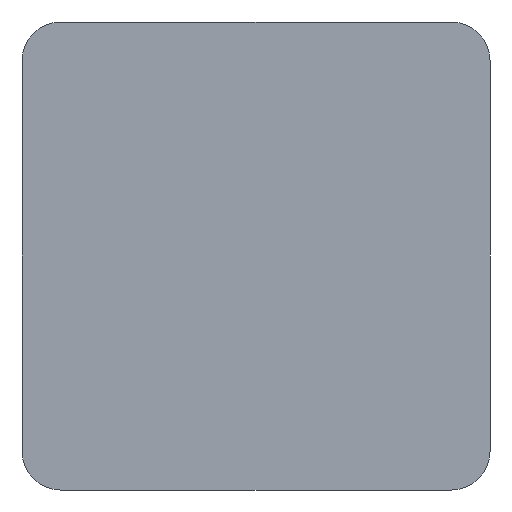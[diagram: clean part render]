
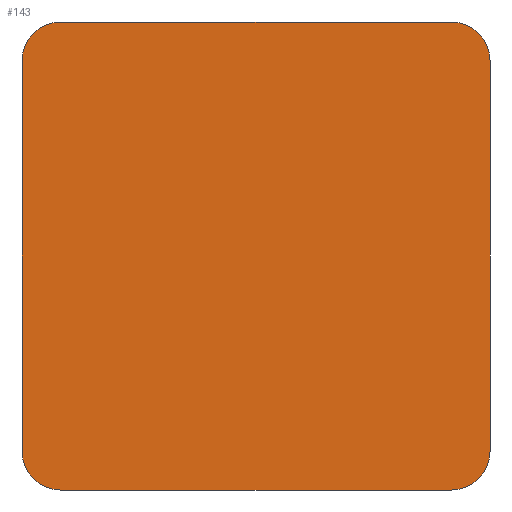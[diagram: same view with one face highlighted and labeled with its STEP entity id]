
A CAD part, front view. The second image highlights one B-rep face of the part: STEP entity #143.
In plain terms, the highlighted planar face has unit normal (0, -1, 0).
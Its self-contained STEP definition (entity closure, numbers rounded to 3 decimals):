
#1 = CARTESIAN_POINT ( 'NONE',  ( -30.163, 1.75, -25.162 ) ) ;
#8 = AXIS2_PLACEMENT_3D ( 'NONE', #419, #146, #324 ) ;
#37 = EDGE_CURVE ( 'NONE', #291, #910, #173, .T. ) ;
#114 = PLANE ( 'NONE',  #541 ) ;
#117 = CIRCLE ( 'NONE', #8, 5. ) ;
#124 = CARTESIAN_POINT ( 'NONE',  ( -11.77, 1.75, -17.394 ) ) ;
#143 = ADVANCED_FACE ( 'NONE', ( #415 ), #114, .T. ) ;
#145 = LINE ( 'NONE', #539, #711 ) ;
#146 = DIRECTION ( 'NONE',  ( 0., -1., 0. ) ) ;
#173 = CIRCLE ( 'NONE', #702, 5. ) ;
#178 = DIRECTION ( 'NONE',  ( 0., -1., 0. ) ) ;
#189 = VERTEX_POINT ( 'NONE', #721 ) ;
#213 = ORIENTED_EDGE ( 'NONE', *, *, #549, .T. ) ;
#215 = AXIS2_PLACEMENT_3D ( 'NONE', #216, #1067, #471 ) ;
#216 = CARTESIAN_POINT ( 'NONE',  ( 25.162, 1.75, 25.163 ) ) ;
#223 = ORIENTED_EDGE ( 'NONE', *, *, #985, .T. ) ;
#250 = DIRECTION ( 'NONE',  ( 0., 0., 1. ) ) ;
#284 = DIRECTION ( 'NONE',  ( 0., -1., 0. ) ) ;
#287 = VECTOR ( 'NONE', #1052, 1000. ) ;
#289 = CIRCLE ( 'NONE', #890, 5. ) ;
#291 = VERTEX_POINT ( 'NONE', #1006 ) ;
#295 = VERTEX_POINT ( 'NONE', #424 ) ;
#305 = LINE ( 'NONE', #320, #474 ) ;
#319 = ORIENTED_EDGE ( 'NONE', *, *, #37, .T. ) ;
#320 = CARTESIAN_POINT ( 'NONE',  ( -25.163, 1.75, 30.162 ) ) ;
#324 = DIRECTION ( 'NONE',  ( -1., 0., 0. ) ) ;
#339 = EDGE_CURVE ( 'NONE', #730, #654, #713, .T. ) ;
#362 = ORIENTED_EDGE ( 'NONE', *, *, #339, .T. ) ;
#395 = LINE ( 'NONE', #733, #287 ) ;
#409 = DIRECTION ( 'NONE',  ( -1., 0., 0. ) ) ;
#415 = FACE_OUTER_BOUND ( 'NONE', #551, .T. ) ;
#419 = CARTESIAN_POINT ( 'NONE',  ( -25.163, 1.75, -25.162 ) ) ;
#424 = CARTESIAN_POINT ( 'NONE',  ( 25.162, 1.75, -30.162 ) ) ;
#453 = ORIENTED_EDGE ( 'NONE', *, *, #462, .T. ) ;
#462 = EDGE_CURVE ( 'NONE', #520, #291, #305, .T. ) ;
#471 = DIRECTION ( 'NONE',  ( -1., 0., 0. ) ) ;
#474 = VECTOR ( 'NONE', #409, 1000. ) ;
#480 = CARTESIAN_POINT ( 'NONE',  ( 25.162, 1.75, -25.162 ) ) ;
#520 = VERTEX_POINT ( 'NONE', #887 ) ;
#539 = CARTESIAN_POINT ( 'NONE',  ( 25.162, 1.75, -30.162 ) ) ;
#541 = AXIS2_PLACEMENT_3D ( 'NONE', #124, #284, #971 ) ;
#549 = EDGE_CURVE ( 'NONE', #654, #520, #680, .T. ) ;
#551 = EDGE_LOOP ( 'NONE', ( #319, #223, #863, #635, #1025, #362, #213, #453 ) ) ;
#627 = DIRECTION ( 'NONE',  ( 1., 0., 0. ) ) ;
#635 = ORIENTED_EDGE ( 'NONE', *, *, #905, .T. ) ;
#654 = VERTEX_POINT ( 'NONE', #1033 ) ;
#661 = DIRECTION ( 'NONE',  ( 0., -1., 0. ) ) ;
#680 = CIRCLE ( 'NONE', #215, 5. ) ;
#681 = EDGE_CURVE ( 'NONE', #295, #730, #289, .T. ) ;
#690 = CARTESIAN_POINT ( 'NONE',  ( -25.163, 1.75, 25.162 ) ) ;
#699 = EDGE_CURVE ( 'NONE', #810, #189, #117, .T. ) ;
#702 = AXIS2_PLACEMENT_3D ( 'NONE', #690, #178, #776 ) ;
#711 = VECTOR ( 'NONE', #627, 1000. ) ;
#713 = LINE ( 'NONE', #856, #751 ) ;
#721 = CARTESIAN_POINT ( 'NONE',  ( -25.163, 1.75, -30.162 ) ) ;
#730 = VERTEX_POINT ( 'NONE', #750 ) ;
#733 = CARTESIAN_POINT ( 'NONE',  ( -30.163, 1.75, -25.162 ) ) ;
#750 = CARTESIAN_POINT ( 'NONE',  ( 30.162, 1.75, -25.162 ) ) ;
#751 = VECTOR ( 'NONE', #250, 1000. ) ;
#776 = DIRECTION ( 'NONE',  ( -1., 0., 0. ) ) ;
#810 = VERTEX_POINT ( 'NONE', #1 ) ;
#856 = CARTESIAN_POINT ( 'NONE',  ( 30.162, 1.75, 25.163 ) ) ;
#863 = ORIENTED_EDGE ( 'NONE', *, *, #699, .T. ) ;
#887 = CARTESIAN_POINT ( 'NONE',  ( 25.162, 1.75, 30.163 ) ) ;
#890 = AXIS2_PLACEMENT_3D ( 'NONE', #480, #661, #1075 ) ;
#905 = EDGE_CURVE ( 'NONE', #189, #295, #145, .T. ) ;
#910 = VERTEX_POINT ( 'NONE', #1041 ) ;
#971 = DIRECTION ( 'NONE',  ( 0., 0., -1. ) ) ;
#985 = EDGE_CURVE ( 'NONE', #910, #810, #395, .T. ) ;
#1006 = CARTESIAN_POINT ( 'NONE',  ( -25.163, 1.75, 30.162 ) ) ;
#1025 = ORIENTED_EDGE ( 'NONE', *, *, #681, .T. ) ;
#1033 = CARTESIAN_POINT ( 'NONE',  ( 30.162, 1.75, 25.162 ) ) ;
#1041 = CARTESIAN_POINT ( 'NONE',  ( -30.163, 1.75, 25.162 ) ) ;
#1052 = DIRECTION ( 'NONE',  ( 0., 0., -1. ) ) ;
#1067 = DIRECTION ( 'NONE',  ( 0., -1., 0. ) ) ;
#1075 = DIRECTION ( 'NONE',  ( -1., 0., 0. ) ) ;
